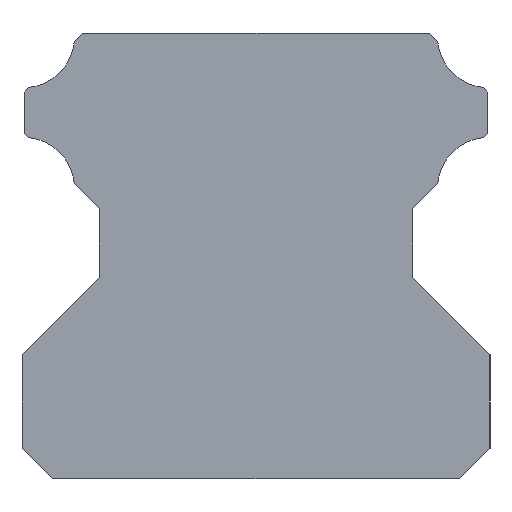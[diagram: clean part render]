
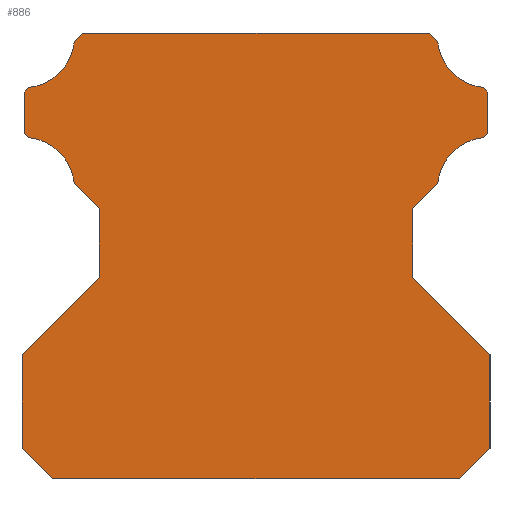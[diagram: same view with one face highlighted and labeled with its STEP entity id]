
A CAD part, left-side view. The second image highlights one B-rep face of the part: STEP entity #886.
In plain terms, the highlighted planar face has unit normal (-1, 0, 0).
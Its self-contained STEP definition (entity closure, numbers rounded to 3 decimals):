
#63=CARTESIAN_POINT('POINT7',(-20.,11.182,
   19.226));
#64=VERTEX_POINT('VERTEX7',#63);
#71=CARTESIAN_POINT('POINT8',(-20.,8.931,
   21.478));
#72=VERTEX_POINT('VERTEX8',#71);
#73=CARTESIAN_POINT('POS8',(-20.,11.447,
   21.742));
#74=DIRECTION('DIR12',(1.,0.,0.));
#75=DIRECTION('DIR13',(0.,-0.995,
   -0.105));
#76=AXIS2_PLACEMENT_3D('AXIS5',#73,#74,#75);
#77=CIRCLE('ELLIPSE4',#76,2.53);
#78=EDGE_CURVE('EDGE9',#72,#64,#77,.T.);
#102=CARTESIAN_POINT('POINT10',(-20.,11.4,
   19.009));
#103=VERTEX_POINT('VERTEX10',#102);
#110=CARTESIAN_POINT('POS13',(-20.,11.182,
   19.226));
#111=DIRECTION('DIR19',(0.,0.707,
   -0.707));
#112=VECTOR('VEC7',#111,1.);
#113=LINE('STRAIGHT7',#110,#112);
#114=EDGE_CURVE('EDGE13',#64,#103,#113,.T.);
#133=CARTESIAN_POINT('POINT12',(-20.,11.4,
   16.98));
#134=VERTEX_POINT('VERTEX12',#133);
#141=CARTESIAN_POINT('POS17',(-20.,11.4,
   19.009));
#142=DIRECTION('DIR24',(0.,0.,-1.));
#143=VECTOR('VEC10',#142,1.);
#144=LINE('STRAIGHT10',#141,#143);
#145=EDGE_CURVE('EDGE16',#103,#134,#144,.T.);
#164=CARTESIAN_POINT('POINT14',(-20.,11.195,
   16.775));
#165=VERTEX_POINT('VERTEX14',#164);
#172=CARTESIAN_POINT('POS21',(-20.,11.4,
   16.98));
#173=DIRECTION('DIR29',(0.,-0.707,
   -0.707));
#174=VECTOR('VEC13',#173,1.);
#175=LINE('STRAIGHT13',#172,#174);
#176=EDGE_CURVE('EDGE19',#134,#165,#175,.T.);
#196=CARTESIAN_POINT('POINT16',(-20.,8.93,
   14.51));
#197=VERTEX_POINT('VERTEX16',#196);
#204=CARTESIAN_POINT('POS25',(-20.,11.447,
   14.257));
#205=DIRECTION('DIR35',(1.,0.,0.));
#206=DIRECTION('DIR36',(0.,-0.1,
   0.995));
#207=AXIS2_PLACEMENT_3D('AXIS11',#204,#205,#206);
#208=CIRCLE('ELLIPSE6',#207,2.53);
#209=EDGE_CURVE('EDGE22',#165,#197,#208,.T.);
#228=CARTESIAN_POINT('POINT18',(-20.,7.7,
   13.28));
#229=VERTEX_POINT('VERTEX18',#228);
#236=CARTESIAN_POINT('POS29',(-20.,8.93,
   14.51));
#237=DIRECTION('DIR41',(0.,-0.707,
   -0.707));
#238=VECTOR('VEC17',#237,1.);
#239=LINE('STRAIGHT17',#236,#238);
#240=EDGE_CURVE('EDGE25',#197,#229,#239,.T.);
#259=CARTESIAN_POINT('POINT20',(-20.,7.7,
   9.899));
#260=VERTEX_POINT('VERTEX20',#259);
#267=CARTESIAN_POINT('POS33',(-20.,7.7,
   13.28));
#268=DIRECTION('DIR46',(0.,0.,-1.));
#269=VECTOR('VEC20',#268,1.);
#270=LINE('STRAIGHT20',#267,#269);
#271=EDGE_CURVE('EDGE28',#229,#260,#270,.T.);
#290=CARTESIAN_POINT('POINT22',(-20.,11.5,
   6.099));
#291=VERTEX_POINT('VERTEX22',#290);
#298=CARTESIAN_POINT('POS37',(-20.,7.7,
   9.899));
#299=DIRECTION('DIR51',(0.,0.707,
   -0.707));
#300=VECTOR('VEC23',#299,1.);
#301=LINE('STRAIGHT23',#298,#300);
#302=EDGE_CURVE('EDGE31',#260,#291,#301,.T.);
#321=CARTESIAN_POINT('POINT24',(-20.,11.5,
   1.5));
#322=VERTEX_POINT('VERTEX24',#321);
#329=CARTESIAN_POINT('POS41',(-20.,11.5,
   6.099));
#330=DIRECTION('DIR56',(0.,0.,-1.));
#331=VECTOR('VEC26',#330,1.);
#332=LINE('STRAIGHT26',#329,#331);
#333=EDGE_CURVE('EDGE34',#291,#322,#332,.T.);
#352=CARTESIAN_POINT('POINT26',(-20.,10.,
   0.));
#353=VERTEX_POINT('VERTEX26',#352);
#360=CARTESIAN_POINT('POS45',(-20.,11.5,
   1.5));
#361=DIRECTION('DIR61',(0.,-0.707,
   -0.707));
#362=VECTOR('VEC29',#361,1.);
#363=LINE('STRAIGHT29',#360,#362);
#364=EDGE_CURVE('EDGE37',#322,#353,#363,.T.);
#402=CARTESIAN_POINT('POINT30',(-20.,-10.,
   0.));
#403=VERTEX_POINT('VERTEX30',#402);
#410=CARTESIAN_POINT('POS50',(-20.,10.,
   0.));
#411=DIRECTION('DIR68',(0.,-1.,0.));
#412=VECTOR('VEC32',#411,1.);
#413=LINE('STRAIGHT32',#410,#412);
#414=EDGE_CURVE('EDGE42',#353,#403,#413,.T.);
#433=CARTESIAN_POINT('POINT32',(-20.,-11.5,
   1.5));
#434=VERTEX_POINT('VERTEX32',#433);
#441=CARTESIAN_POINT('POS54',(-20.,-10.,
   0.));
#442=DIRECTION('DIR73',(0.,-0.707,
   0.707));
#443=VECTOR('VEC35',#442,1.);
#444=LINE('STRAIGHT35',#441,#443);
#445=EDGE_CURVE('EDGE45',#403,#434,#444,.T.);
#464=CARTESIAN_POINT('POINT34',(-20.,-11.5,
   6.099));
#465=VERTEX_POINT('VERTEX34',#464);
#472=CARTESIAN_POINT('POS58',(-20.,-11.5,
   1.5));
#473=DIRECTION('DIR78',(0.,0.,1.));
#474=VECTOR('VEC38',#473,1.);
#475=LINE('STRAIGHT38',#472,#474);
#476=EDGE_CURVE('EDGE48',#434,#465,#475,.T.);
#495=CARTESIAN_POINT('POINT36',(-20.,-7.7,
   9.899));
#496=VERTEX_POINT('VERTEX36',#495);
#503=CARTESIAN_POINT('POS62',(-20.,-11.5,
   6.099));
#504=DIRECTION('DIR83',(0.,0.707,
   0.707));
#505=VECTOR('VEC41',#504,1.);
#506=LINE('STRAIGHT41',#503,#505);
#507=EDGE_CURVE('EDGE51',#465,#496,#506,.T.);
#526=CARTESIAN_POINT('POINT38',(-20.,-7.7,
   13.28));
#527=VERTEX_POINT('VERTEX38',#526);
#534=CARTESIAN_POINT('POS66',(-20.,-7.7,
   9.899));
#535=DIRECTION('DIR88',(0.,0.,1.));
#536=VECTOR('VEC44',#535,1.);
#537=LINE('STRAIGHT44',#534,#536);
#538=EDGE_CURVE('EDGE54',#496,#527,#537,.T.);
#557=CARTESIAN_POINT('POINT40',(-20.,-8.93,
   14.51));
#558=VERTEX_POINT('VERTEX40',#557);
#565=CARTESIAN_POINT('POS70',(-20.,-7.7,
   13.28));
#566=DIRECTION('DIR93',(0.,-0.707,
   0.707));
#567=VECTOR('VEC47',#566,1.);
#568=LINE('STRAIGHT47',#565,#567);
#569=EDGE_CURVE('EDGE57',#527,#558,#568,.T.);
#589=CARTESIAN_POINT('POINT42',(-20.,-11.195,
   16.775));
#590=VERTEX_POINT('VERTEX42',#589);
#597=CARTESIAN_POINT('POS74',(-20.,-11.447,
   14.257));
#598=DIRECTION('DIR99',(1.,0.,0.));
#599=DIRECTION('DIR100',(0.,0.995,
   0.1));
#600=AXIS2_PLACEMENT_3D('AXIS26',#597,#598,#599);
#601=CIRCLE('ELLIPSE9',#600,2.53);
#602=EDGE_CURVE('EDGE60',#558,#590,#601,.T.);
#621=CARTESIAN_POINT('POINT44',(-20.,-11.4,
   16.98));
#622=VERTEX_POINT('VERTEX44',#621);
#629=CARTESIAN_POINT('POS78',(-20.,-11.195,
   16.775));
#630=DIRECTION('DIR105',(0.,-0.707,
   0.707));
#631=VECTOR('VEC51',#630,1.);
#632=LINE('STRAIGHT51',#629,#631);
#633=EDGE_CURVE('EDGE63',#590,#622,#632,.T.);
#652=CARTESIAN_POINT('POINT46',(-20.,-11.4,
   19.009));
#653=VERTEX_POINT('VERTEX46',#652);
#660=CARTESIAN_POINT('POS82',(-20.,-11.4,
   16.98));
#661=DIRECTION('DIR110',(0.,0.,1.));
#662=VECTOR('VEC54',#661,1.);
#663=LINE('STRAIGHT54',#660,#662);
#664=EDGE_CURVE('EDGE66',#622,#653,#663,.T.);
#683=CARTESIAN_POINT('POINT48',(-20.,-11.182,
   19.226));
#684=VERTEX_POINT('VERTEX48',#683);
#691=CARTESIAN_POINT('POS86',(-20.,-11.4,
   19.009));
#692=DIRECTION('DIR115',(0.,0.707,
   0.707));
#693=VECTOR('VEC57',#692,1.);
#694=LINE('STRAIGHT57',#691,#693);
#695=EDGE_CURVE('EDGE69',#653,#684,#694,.T.);
#715=CARTESIAN_POINT('POINT50',(-20.,-8.931,
   21.478));
#716=VERTEX_POINT('VERTEX50',#715);
#723=CARTESIAN_POINT('POS90',(-20.,-11.447,
   21.742));
#724=DIRECTION('DIR121',(1.,0.,0.));
#725=DIRECTION('DIR122',(0.,0.105,
   -0.995));
#726=AXIS2_PLACEMENT_3D('AXIS32',#723,#724,#725);
#727=CIRCLE('ELLIPSE11',#726,2.53);
#728=EDGE_CURVE('EDGE72',#684,#716,#727,.T.);
#820=CARTESIAN_POINT('POINT57',(-20.,-8.509,
   21.9));
#821=VERTEX_POINT('VERTEX57',#820);
#828=CARTESIAN_POINT('POS101',(-20.,-8.931,
   21.478));
#829=DIRECTION('DIR138',(0.,0.707,
   0.707));
#830=VECTOR('VEC64',#829,1.);
#831=LINE('STRAIGHT64',#828,#830);
#832=EDGE_CURVE('EDGE82',#716,#821,#831,.T.);
#843=ORIENTED_EDGE('COEDGE114',*,*,#414,.T.);
#844=ORIENTED_EDGE('COEDGE115',*,*,#445,.T.);
#845=ORIENTED_EDGE('COEDGE116',*,*,#476,.T.);
#846=ORIENTED_EDGE('COEDGE117',*,*,#507,.T.);
#847=ORIENTED_EDGE('COEDGE118',*,*,#538,.T.);
#848=ORIENTED_EDGE('COEDGE119',*,*,#569,.T.);
#849=ORIENTED_EDGE('COEDGE120',*,*,#602,.T.);
#850=ORIENTED_EDGE('COEDGE121',*,*,#633,.T.);
#851=ORIENTED_EDGE('COEDGE122',*,*,#664,.T.);
#852=ORIENTED_EDGE('COEDGE123',*,*,#695,.T.);
#853=ORIENTED_EDGE('COEDGE124',*,*,#728,.T.);
#854=ORIENTED_EDGE('COEDGE125',*,*,#832,.T.);
#855=CARTESIAN_POINT('POINT58',(-20.,8.509,
   21.9));
#856=VERTEX_POINT('VERTEX58',#855);
#857=CARTESIAN_POINT('POS103',(-20.,-8.509,
   21.9));
#858=DIRECTION('DIR141',(0.,1.,0.));
#859=VECTOR('VEC65',#858,1.);
#860=LINE('STRAIGHT65',#857,#859);
#861=EDGE_CURVE('EDGE83',#821,#856,#860,.T.);
#862=ORIENTED_EDGE('COEDGE126',*,*,#861,.T.);
#863=CARTESIAN_POINT('POS104',(-20.,8.509,
   21.9));
#864=DIRECTION('DIR142',(0.,0.707,
   -0.707));
#865=VECTOR('VEC66',#864,1.);
#866=LINE('STRAIGHT66',#863,#865);
#867=EDGE_CURVE('EDGE84',#856,#72,#866,.T.);
#868=ORIENTED_EDGE('COEDGE127',*,*,#867,.T.);
#869=ORIENTED_EDGE('COEDGE128',*,*,#78,.T.);
#870=ORIENTED_EDGE('COEDGE129',*,*,#114,.T.);
#871=ORIENTED_EDGE('COEDGE130',*,*,#145,.T.);
#872=ORIENTED_EDGE('COEDGE131',*,*,#176,.T.);
#873=ORIENTED_EDGE('COEDGE132',*,*,#209,.T.);
#874=ORIENTED_EDGE('COEDGE133',*,*,#240,.T.);
#875=ORIENTED_EDGE('COEDGE134',*,*,#271,.T.);
#876=ORIENTED_EDGE('COEDGE135',*,*,#302,.T.);
#877=ORIENTED_EDGE('COEDGE136',*,*,#333,.T.);
#878=ORIENTED_EDGE('COEDGE137',*,*,#364,.T.);
#879=EDGE_LOOP('NONE',(#843,#844,#845,#846,#847,#848,#849,#850,#851,#852
   ,#853,#854,#862,#868,#869,#870,#871,#872,#873,#874,#875,#876,#877,
   #878));
#880=FACE_BOUND('LOOP1',#879,.T.);
#881=CARTESIAN_POINT('POS105',(-20.,0.,
   10.823));
#882=DIRECTION('DIR143',(1.,0.,0.));
#883=DIRECTION('DIR144',(0.,1.,0.));
#884=AXIS2_PLACEMENT_3D('AXIS39',#881,#882,#883);
#885=PLANE('PLANE20',#884);
#886=ADVANCED_FACE('FACE28',(#880),#885,.F.);
